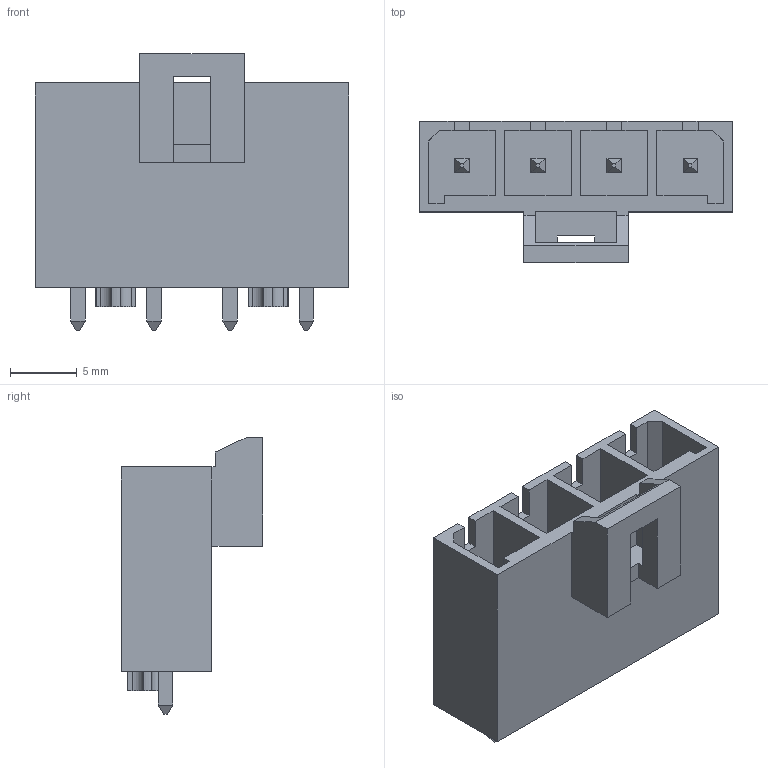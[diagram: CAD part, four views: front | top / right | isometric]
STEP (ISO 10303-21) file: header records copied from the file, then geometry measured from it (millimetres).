
FILE_DESCRIPTION(/* description */ (''),/* implementation_level */ '2;1');
FILE_NAME(/* name */ '2002411114wbm000_01_214.stp',/* time_stamp */ '2023-01-02T14:01:20+08:00',/* author */ (''),/* organization */ (''),/* preprocessor_version */ 'ST-DEVELOPER v16.7',/* originating_system */ 'SIEMENS PLM Software NX 1919',/* authorisation */ '');
FILE_SCHEMA (('AUTOMOTIVE_DESIGN { 1 0 10303 214 3 1 1 1 }'));
Length unit declared in the file: millimetre
Products named in the file (1): 2002411114wbm000_01
Bounding box: 23.45 x 10.6 x 20.73 mm (x, y, z)
Volume: 1508.5 mm3; surface area: 2559.7 mm2
Topology: 1 solids, 1 shells, 167 faces, 439 edges, 282 vertices
Faces by surface type: plane 151, cylinder 16
Entity records: 5057 total; most frequent: CARTESIAN_POINT 889, ORIENTED_EDGE 878, DIRECTION 807, EDGE_CURVE 439, LINE 407, VECTOR 407, VERTEX_POINT 282, AXIS2_PLACEMENT_3D 200
